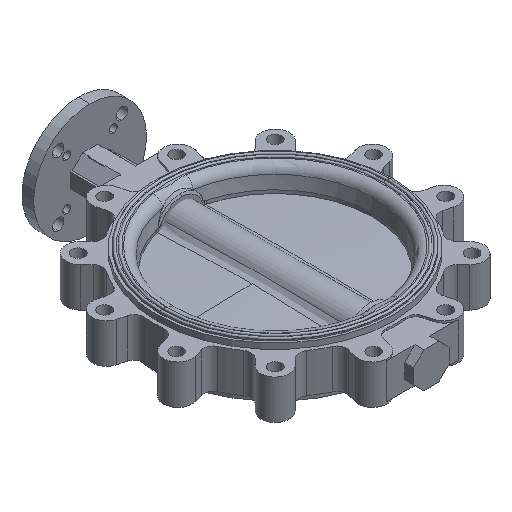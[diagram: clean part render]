
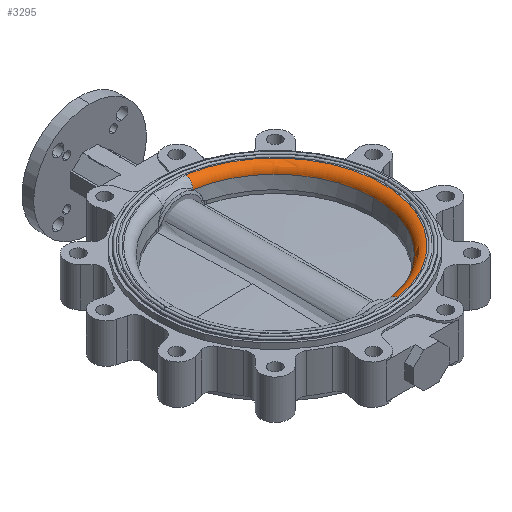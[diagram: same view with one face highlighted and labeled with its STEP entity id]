
A CAD part, isometric view. The second image highlights one B-rep face of the part: STEP entity #3295.
In plain terms, the highlighted toroidal (fillet/blend) face has major radius 166.484 mm and minor radius 14 mm.
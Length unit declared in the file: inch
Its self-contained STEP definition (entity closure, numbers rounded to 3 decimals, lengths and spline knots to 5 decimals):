
#286 = VERTEX_POINT ( 'NONE', #17540 ) ;
#648 = DIRECTION ( 'NONE',  ( 0., 0., -1. ) ) ;
#737 = CARTESIAN_POINT ( 'NONE',  ( 6.23004, 8.82025, 10.40549 ) ) ;
#855 = EDGE_CURVE ( 'NONE', #8636, #6417, #3424, .T. ) ;
#1219 = CIRCLE ( 'NONE', #11386, 6.00874 ) ;
#1429 = CARTESIAN_POINT ( 'NONE',  ( 7.24563, 2.3449, 10.40549 ) ) ;
#1596 = EDGE_CURVE ( 'NONE', #6417, #14070, #1219, .T. ) ;
#1797 = CIRCLE ( 'NONE', #8503, 0.55118 ) ;
#2571 = DIRECTION ( 'NONE',  ( 0., 0., 1. ) ) ;
#3227 = VERTEX_POINT ( 'NONE', #4554 ) ;
#3295 = ADVANCED_FACE ( 'NONE', ( #15510 ), #15734, .T. ) ;
#3424 = CIRCLE ( 'NONE', #11569, 6.00874 ) ;
#3546 = DIRECTION ( 'NONE',  ( -1., 0., 0. ) ) ;
#3567 = EDGE_LOOP ( 'NONE', ( #14914, #5775, #7626, #12935, #7600 ) ) ;
#4554 = CARTESIAN_POINT ( 'NONE',  ( 7.24563, 2.3449, 10.95667 ) ) ;
#5165 = DIRECTION ( 'NONE',  ( -1., 0., 0. ) ) ;
#5508 = DIRECTION ( 'NONE',  ( 0.155, -0.988, 0. ) ) ;
#5775 = ORIENTED_EDGE ( 'NONE', *, *, #17844, .F. ) ;
#6417 = VERTEX_POINT ( 'NONE', #7360 ) ;
#6493 = CIRCLE ( 'NONE', #7958, 6.55451 ) ;
#6644 = DIRECTION ( 'NONE',  ( -0.155, -0.988, 0. ) ) ;
#7360 = CARTESIAN_POINT ( 'NONE',  ( 12.23878, 8.82025, 10.48252 ) ) ;
#7600 = ORIENTED_EDGE ( 'NONE', *, *, #855, .F. ) ;
#7626 = ORIENTED_EDGE ( 'NONE', *, *, #17054, .F. ) ;
#7875 = AXIS2_PLACEMENT_3D ( 'NONE', #737, #8936, #3546 ) ;
#7958 = AXIS2_PLACEMENT_3D ( 'NONE', #8937, #648, #9207 ) ;
#8206 = CARTESIAN_POINT ( 'NONE',  ( 7.24563, 15.2956, 10.40549 ) ) ;
#8480 = CIRCLE ( 'NONE', #9924, 0.55118 ) ;
#8503 = AXIS2_PLACEMENT_3D ( 'NONE', #8206, #17682, #6644 ) ;
#8546 = DIRECTION ( 'NONE',  ( 0.988, 0.155, 0. ) ) ;
#8636 = VERTEX_POINT ( 'NONE', #14833 ) ;
#8719 = EDGE_CURVE ( 'NONE', #8636, #3227, #8480, .T. ) ;
#8936 = DIRECTION ( 'NONE',  ( 0., 0., -1. ) ) ;
#8937 = CARTESIAN_POINT ( 'NONE',  ( 6.23004, 8.82025, 10.95667 ) ) ;
#9207 = DIRECTION ( 'NONE',  ( -1., 0., 0. ) ) ;
#9924 = AXIS2_PLACEMENT_3D ( 'NONE', #1429, #8546, #5508 ) ;
#10828 = CARTESIAN_POINT ( 'NONE',  ( 6.23004, 8.82025, 10.48252 ) ) ;
#11386 = AXIS2_PLACEMENT_3D ( 'NONE', #18002, #2571, #16548 ) ;
#11569 = AXIS2_PLACEMENT_3D ( 'NONE', #10828, #17679, #5165 ) ;
#12935 = ORIENTED_EDGE ( 'NONE', *, *, #1596, .F. ) ;
#14070 = VERTEX_POINT ( 'NONE', #15116 ) ;
#14833 = CARTESIAN_POINT ( 'NONE',  ( 7.16107, 2.88409, 10.48252 ) ) ;
#14914 = ORIENTED_EDGE ( 'NONE', *, *, #8719, .T. ) ;
#15116 = CARTESIAN_POINT ( 'NONE',  ( 7.16107, 14.75642, 10.48252 ) ) ;
#15510 = FACE_OUTER_BOUND ( 'NONE', #3567, .T. ) ;
#15734 = TOROIDAL_SURFACE ( 'NONE', #7875, 6.55451, 0.55118 ) ;
#16548 = DIRECTION ( 'NONE',  ( -1., 0., 0. ) ) ;
#17054 = EDGE_CURVE ( 'NONE', #14070, #286, #1797, .T. ) ;
#17540 = CARTESIAN_POINT ( 'NONE',  ( 7.24563, 15.2956, 10.95667 ) ) ;
#17679 = DIRECTION ( 'NONE',  ( 0., 0., 1. ) ) ;
#17682 = DIRECTION ( 'NONE',  ( -0.988, 0.155, 0. ) ) ;
#17844 = EDGE_CURVE ( 'NONE', #286, #3227, #6493, .T. ) ;
#18002 = CARTESIAN_POINT ( 'NONE',  ( 6.23004, 8.82025, 10.48252 ) ) ;
